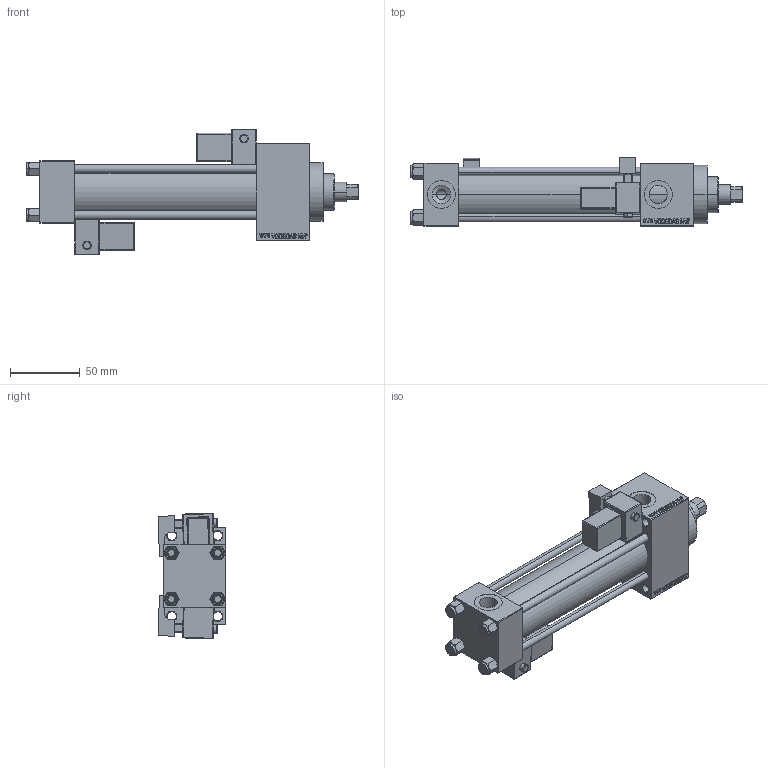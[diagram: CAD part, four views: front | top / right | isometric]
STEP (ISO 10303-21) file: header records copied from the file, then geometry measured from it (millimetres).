
FILE_DESCRIPTION (( 'STEP AP203' ), '1' );
FILE_NAME ('e9fc.STEP', '2022-04-29T17:53:00', ( '' ), ( '' ), 'SwSTEP 2.0', 'SolidWorks 2019', '' );
FILE_SCHEMA (( 'CONFIG_CONTROL_DESIGN' ));
Length unit declared in the file: millimetre
Products named in the file (7): V215CR_MSU 5088aa1fbcab7bccc0ffd4c0c6f16fb9; V215CR_VCP_D 5088aa1fbcab7bccc0ffd4c0c6f16fb9; e9fc; V215CR_D_Body 5088aa1fbcab7bccc0ffd4c0c6f16fb9; V215_VC_A 5088aa1fbcab7bccc0ffd4c0c6f16fb9; V215CR_D_TYCINKA 5088aa1fbcab7bccc0ffd4c0c6f16fb9; NUT_M5_D 5088aa1fbcab7bccc0ffd4c0c6f16fb9
Assembly tree (13 placements, depth 2):
  e9fc
    V215CR_D_Body 5088aa1fbcab7bccc0ffd4c0c6f16fb9
    V215CR_VCP_D 5088aa1fbcab7bccc0ffd4c0c6f16fb9
    NUT_M5_D 5088aa1fbcab7bccc0ffd4c0c6f16fb9  x4
    V215CR_D_TYCINKA 5088aa1fbcab7bccc0ffd4c0c6f16fb9  x4
    V215_VC_A 5088aa1fbcab7bccc0ffd4c0c6f16fb9
    V215CR_MSU 5088aa1fbcab7bccc0ffd4c0c6f16fb9  x2
Bounding box: 238 x 48.72 x 90.31 mm (x, y, z)
Volume: 318567.7 mm3; surface area: 114522.4 mm2
Topology: 13 solids, 13 shells, 1268 faces, 3132 edges, 1987 vertices
Faces by surface type: plane 560, bspline 368, cylinder 152, cone 144, sphere 24, torus 20
Entity records: 49630 total; most frequent: CARTESIAN_POINT 25444, ORIENTED_EDGE 5362, DIRECTION 3629, EDGE_CURVE 2681, VERTEX_POINT 1743, VECTOR 1613, LINE 1613, EDGE_LOOP 1206
